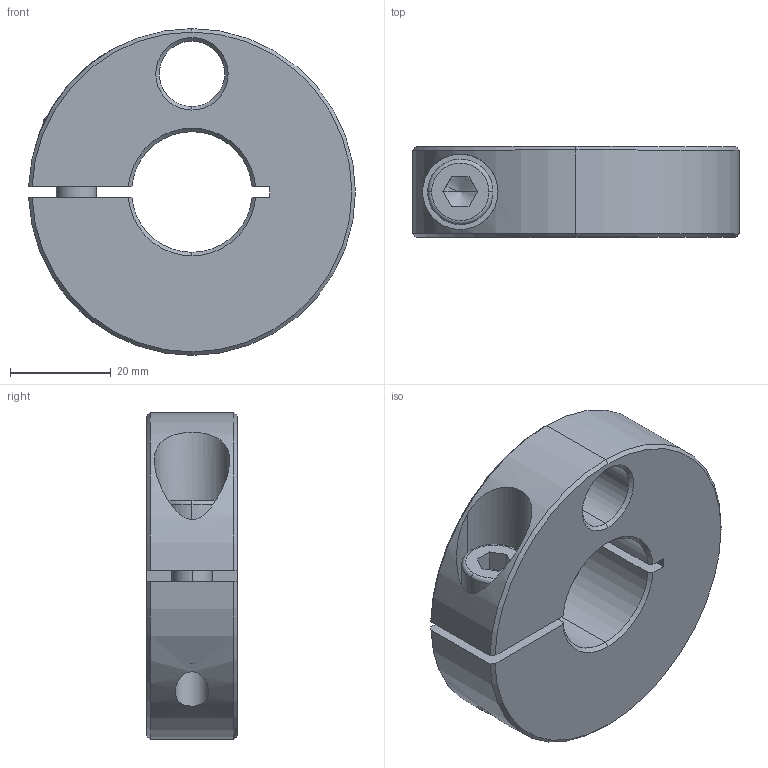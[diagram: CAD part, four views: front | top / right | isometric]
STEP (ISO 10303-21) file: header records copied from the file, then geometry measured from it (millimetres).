
FILE_DESCRIPTION(('STEP AP214'),'1');
FILE_NAME(' ',' ',('TraceParts'),('TraceParts S.A.'),'XStep 1.0',' ',' ');
FILE_SCHEMA(('automotive_design'));
Length unit declared in the file: millimetre
Products named in the file (2): 1; 2
Bounding box: 64.98 x 18 x 65 mm (x, y, z)
Volume: 46490.4 mm3; surface area: 13984.2 mm2
Topology: 2 solids, 2 shells, 67 faces, 163 edges, 102 vertices
Faces by surface type: cone 26, cylinder 21, plane 18, torus 2
Entity records: 3970 total; most frequent: CARTESIAN_POINT 502, DIRECTION 344, STYLED_ITEM 332, PRESENTATION_STYLE_ASSIGNMENT 332, COLOUR_RGB 332, ORIENTED_EDGE 322, EDGE_CURVE 161, CURVE_STYLE 161
